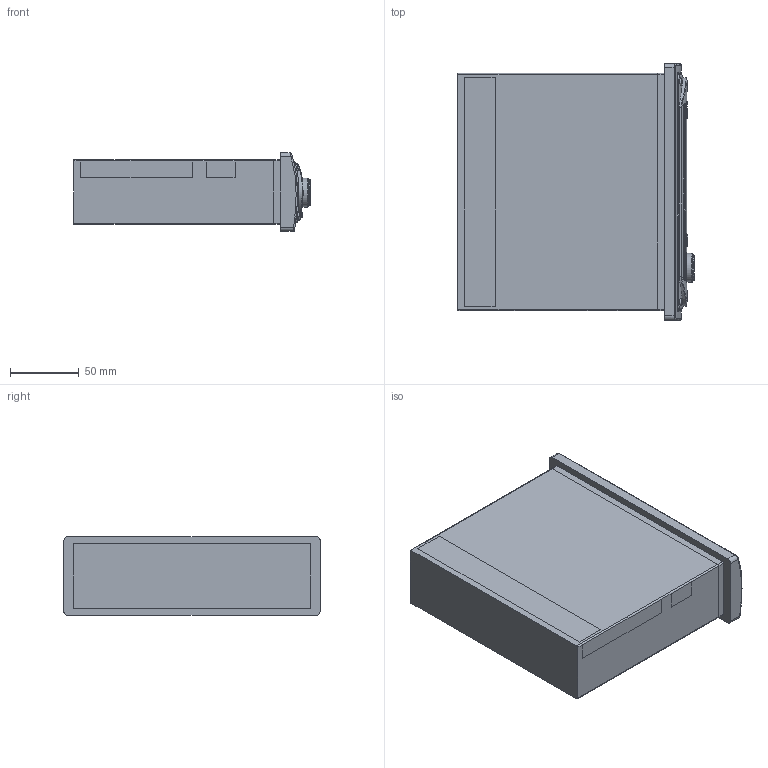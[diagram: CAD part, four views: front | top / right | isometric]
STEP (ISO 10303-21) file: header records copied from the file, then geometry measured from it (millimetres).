
FILE_DESCRIPTION(/* description */ (''),/* implementation_level */ '2;1');
FILE_NAME(/* name */ 'CarStereo_SONY_CDX-GT20 v17.step',/* time_stamp */ '2023-11-07T18:33:21+01:00',/* author */ (''),/* organization */ (''),/* preprocessor_version */ 'ST-DEVELOPER v20',/* originating_system */ 'Autodesk Translation Framework v12.14.0.127',/* authorisation */ '');
FILE_SCHEMA (('AUTOMOTIVE_DESIGN { 1 0 10303 214 3 1 1 }'));
Products named in the file (6): CarStereo_SONY_CDX-GT20; Buttons; Other-text; LCD; RadioBody; FrontCover
Assembly tree (5 placements, depth 2):
  CarStereo_SONY_CDX-GT20
    Buttons
    Other-text
    LCD
    RadioBody
    FrontCover
Bounding box: 171.5 x 186 x 57 mm (x, y, z)
Volume: 211577.5 mm3; surface area: 230652.3 mm2
Topology: 183 solids, 183 shells, 4036 faces, 10459 edges, 6850 vertices
Faces by surface type: plane 2199, bspline 1555, cylinder 236, sphere 43, torus 3
Full cylindrical faces by diameter (mm): 5 x3, 5.5 x3, 19 x3, 21 x1
Entity records: 155566 total; most frequent: CARTESIAN_POINT 68029, ORIENTED_EDGE 20916, DIRECTION 12266, EDGE_CURVE 10458, VERTEX_POINT 6850, LINE 6098, VECTOR 6098, EDGE_LOOP 4302
